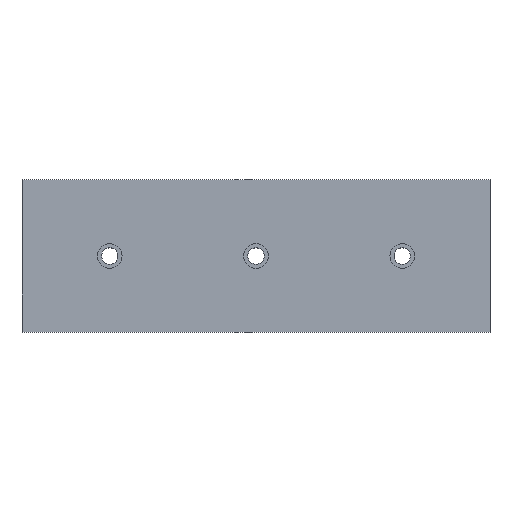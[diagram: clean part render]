
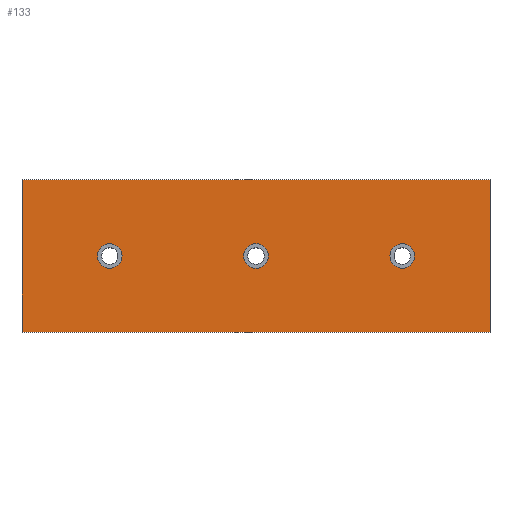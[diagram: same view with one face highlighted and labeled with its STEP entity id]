
A CAD part, top view. The second image highlights one B-rep face of the part: STEP entity #133.
In plain terms, the highlighted planar face has unit normal (0, 0, 1).
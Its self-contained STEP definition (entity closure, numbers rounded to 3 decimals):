
#133=ADVANCED_FACE('',(#274,#275,#276,#277),#278,.T.);
#274=FACE_BOUND('',#414,.T.);
#275=FACE_BOUND('',#415,.T.);
#276=FACE_BOUND('',#416,.T.);
#277=FACE_OUTER_BOUND('',#417,.T.);
#278=PLANE('',#418);
#414=EDGE_LOOP('',(#715,#716));
#415=EDGE_LOOP('',(#717,#718));
#416=EDGE_LOOP('',(#719,#720));
#417=EDGE_LOOP('',(#721,#722,#723,#724));
#418=AXIS2_PLACEMENT_3D('',#725,#726,#727);
#715=ORIENTED_EDGE('',*,*,#838,.T.);
#716=ORIENTED_EDGE('',*,*,#831,.T.);
#717=ORIENTED_EDGE('',*,*,#849,.T.);
#718=ORIENTED_EDGE('',*,*,#816,.T.);
#719=ORIENTED_EDGE('',*,*,#860,.T.);
#720=ORIENTED_EDGE('',*,*,#801,.T.);
#721=ORIENTED_EDGE('',*,*,#909,.T.);
#722=ORIENTED_EDGE('',*,*,#910,.F.);
#723=ORIENTED_EDGE('',*,*,#911,.T.);
#724=ORIENTED_EDGE('',*,*,#906,.T.);
#725=CARTESIAN_POINT('',(0.0,-13.0,5.0));
#726=DIRECTION('',(0.,0.0,1.0));
#727=DIRECTION('',(1.0,0.0,0.));
#801=EDGE_CURVE('',#948,#945,#949,.T.);
#816=EDGE_CURVE('',#975,#972,#976,.T.);
#831=EDGE_CURVE('',#1002,#999,#1003,.T.);
#838=EDGE_CURVE('',#999,#1002,#1011,.T.);
#849=EDGE_CURVE('',#972,#975,#1022,.T.);
#860=EDGE_CURVE('',#945,#948,#1033,.T.);
#906=EDGE_CURVE('',#1100,#1098,#1101,.T.);
#909=EDGE_CURVE('',#1098,#1104,#1105,.T.);
#910=EDGE_CURVE('',#1106,#1104,#1107,.T.);
#911=EDGE_CURVE('',#1106,#1100,#1108,.T.);
#945=VERTEX_POINT('',#1150);
#948=VERTEX_POINT('',#1154);
#949=CIRCLE('',#1155,2.1);
#972=VERTEX_POINT('',#1183);
#975=VERTEX_POINT('',#1187);
#976=CIRCLE('',#1188,2.1);
#999=VERTEX_POINT('',#1216);
#1002=VERTEX_POINT('',#1220);
#1003=CIRCLE('',#1221,2.1);
#1011=CIRCLE('',#1230,2.1);
#1022=CIRCLE('',#1241,2.1);
#1033=CIRCLE('',#1252,2.1);
#1098=VERTEX_POINT('',#1345);
#1100=VERTEX_POINT('',#1348);
#1101=LINE('',#1349,#1350);
#1104=VERTEX_POINT('',#1354);
#1105=LINE('',#1355,#1356);
#1106=VERTEX_POINT('',#1357);
#1107=LINE('',#1358,#1359);
#1108=LINE('',#1360,#1361);
#1150=CARTESIAN_POINT('',(67.1,0.,5.0));
#1154=CARTESIAN_POINT('',(62.9,0.,5.0));
#1155=AXIS2_PLACEMENT_3D('',#1405,#1406,#1407);
#1183=CARTESIAN_POINT('',(17.1,0.,5.0));
#1187=CARTESIAN_POINT('',(12.9,0.,5.0));
#1188=AXIS2_PLACEMENT_3D('',#1429,#1430,#1431);
#1216=CARTESIAN_POINT('',(42.1,0.,5.0));
#1220=CARTESIAN_POINT('',(37.9,0.,5.0));
#1221=AXIS2_PLACEMENT_3D('',#1453,#1454,#1455);
#1230=AXIS2_PLACEMENT_3D('',#1466,#1467,#1468);
#1241=AXIS2_PLACEMENT_3D('',#1484,#1485,#1486);
#1252=AXIS2_PLACEMENT_3D('',#1502,#1503,#1504);
#1345=CARTESIAN_POINT('',(80.0,-13.0,5.));
#1348=CARTESIAN_POINT('',(0.0,-13.0,5.0));
#1349=CARTESIAN_POINT('',(0.0,-13.0,5.0));
#1350=VECTOR('',#1543,1.0);
#1354=CARTESIAN_POINT('',(80.0,13.0,5.));
#1355=CARTESIAN_POINT('',(80.0,13.0,5.));
#1356=VECTOR('',#1545,26.0);
#1357=CARTESIAN_POINT('',(0.0,13.0,5.0));
#1358=CARTESIAN_POINT('',(0.0,13.0,5.0));
#1359=VECTOR('',#1546,1.0);
#1360=CARTESIAN_POINT('',(0.0,13.0,5.0));
#1361=VECTOR('',#1547,26.0);
#1405=CARTESIAN_POINT('',(65.0,0.,5.0));
#1406=DIRECTION('',(0.,0.0,-1.0));
#1407=DIRECTION('',(1.0,0.0,0.));
#1429=CARTESIAN_POINT('',(15.0,0.,5.0));
#1430=DIRECTION('',(0.,0.0,-1.0));
#1431=DIRECTION('',(1.0,0.0,0.));
#1453=CARTESIAN_POINT('',(40.0,0.,5.0));
#1454=DIRECTION('',(0.,0.0,-1.0));
#1455=DIRECTION('',(1.0,0.0,0.));
#1466=CARTESIAN_POINT('',(40.0,0.,5.0));
#1467=DIRECTION('',(0.,0.0,-1.0));
#1468=DIRECTION('',(1.0,0.0,0.));
#1484=CARTESIAN_POINT('',(15.0,0.,5.0));
#1485=DIRECTION('',(0.,0.0,-1.0));
#1486=DIRECTION('',(1.0,0.0,0.));
#1502=CARTESIAN_POINT('',(65.0,0.,5.0));
#1503=DIRECTION('',(0.,0.0,-1.0));
#1504=DIRECTION('',(1.0,0.0,0.));
#1543=DIRECTION('',(1.0,0.,0.));
#1545=DIRECTION('',(0.,1.0,0.));
#1546=DIRECTION('',(1.0,0.,0.));
#1547=DIRECTION('',(0.,-1.0,0.));
